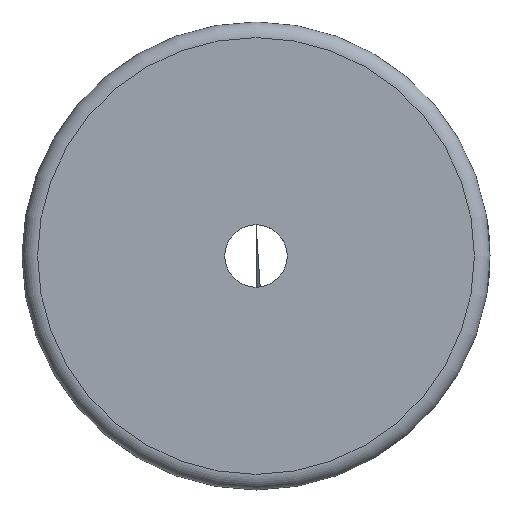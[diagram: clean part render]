
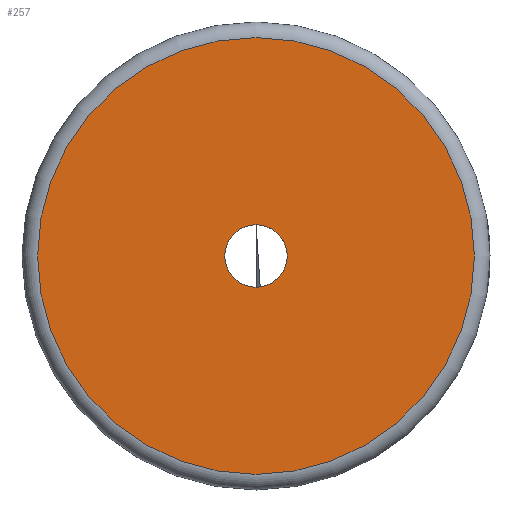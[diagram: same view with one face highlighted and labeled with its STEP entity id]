
A CAD part, front view. The second image highlights one B-rep face of the part: STEP entity #257.
In plain terms, the highlighted planar face has unit normal (0, -1, 0).
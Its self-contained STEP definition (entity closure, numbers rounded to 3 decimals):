
#139=CARTESIAN_POINT('',(0.0,3.,1.));
#140=VERTEX_POINT('',#139);
#141=CARTESIAN_POINT('',(0.0,3.,0.0));
#142=DIRECTION('',(0.0,1.0,0.0));
#143=DIRECTION('',(0.0,0.0,1.0));
#144=AXIS2_PLACEMENT_3D('',#141,#142,#143);
#145=CIRCLE('',#144,1.);
#146=EDGE_CURVE('',#140,#140,#145,.T.);
#238=CARTESIAN_POINT('',(7.0,3.0,0.0));
#239=DIRECTION('',(0.0,-1.0,0.0));
#240=DIRECTION('',(0.0,0.0,-1.0));
#241=AXIS2_PLACEMENT_3D('',#238,#239,#240);
#242=PLANE('',#241);
#243=CARTESIAN_POINT('',(0.0,3.,7.));
#244=VERTEX_POINT('',#243);
#245=CARTESIAN_POINT('',(0.0,3.,0.0));
#246=DIRECTION('',(0.0,1.0,0.0));
#247=DIRECTION('',(0.0,0.0,1.0));
#248=AXIS2_PLACEMENT_3D('',#245,#246,#247);
#249=CIRCLE('',#248,7.);
#250=EDGE_CURVE('',#244,#244,#249,.T.);
#251=ORIENTED_EDGE('',*,*,#250,.F.);
#252=EDGE_LOOP('',(#251));
#253=FACE_OUTER_BOUND('',#252,.T.);
#254=ORIENTED_EDGE('',*,*,#146,.T.);
#255=EDGE_LOOP('',(#254));
#256=FACE_BOUND('',#255,.T.);
#257=ADVANCED_FACE('',(#253,#256),#242,.T.);
